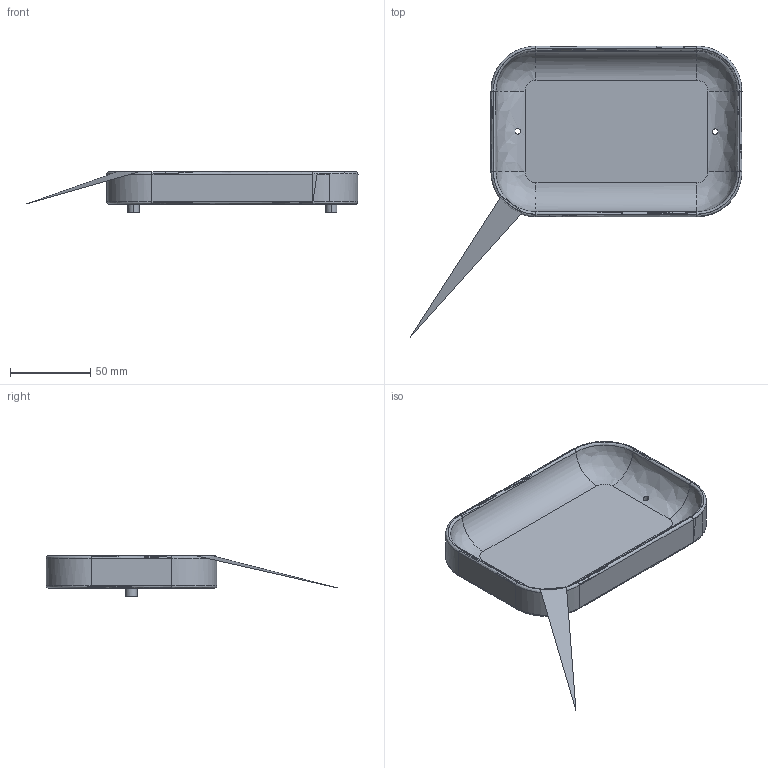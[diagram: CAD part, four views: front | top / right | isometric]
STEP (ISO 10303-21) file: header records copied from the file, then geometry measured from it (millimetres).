
FILE_DESCRIPTION (( 'STEP AP214' ), '1' );
FILE_NAME ('load_plate.STEP', '2025-05-22T23:23:09', ( '' ), ( '' ), 'SwSTEP 2.0', 'SolidWorks 2024', '' );
FILE_SCHEMA (( 'AUTOMOTIVE_DESIGN' ));
Length unit declared in the file: millimetre
Products named in the file (5): load_plate; eBom-FreeParts.iges; part_object_id_1.iges; Componente2.iges; load_plate.iges
Assembly tree (4 placements, depth 4):
  load_plate
    load_plate.iges
      eBom-FreeParts.iges
      Componente2.iges
        part_object_id_1.iges
Bounding box: 206.31 x 181.26 x 25 mm (x, y, z)
Volume: 84240.3 mm3; surface area: 45417.1 mm2
Topology: 3 solids, 3 shells, 90 faces, 280 edges, 198 vertices
Faces by surface type: bspline 90
Entity records: 4901 total; most frequent: CARTESIAN_POINT 3237, ORIENTED_EDGE 560, EDGE_CURVE 280, VERTEX_POINT 198, B_SPLINE_CURVE_WITH_KNOTS 165, EDGE_LOOP 100, ADVANCED_FACE 90, FACE_OUTER_BOUND 90
